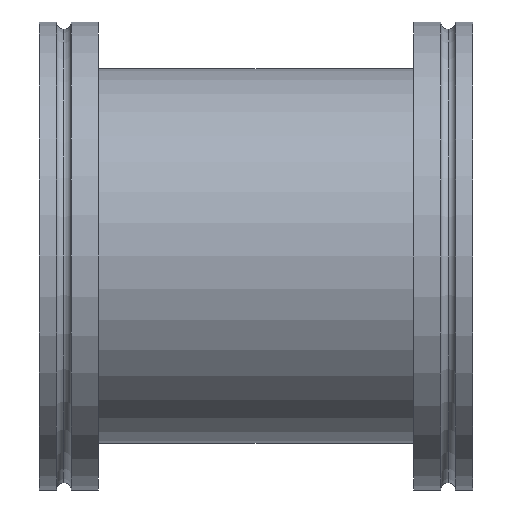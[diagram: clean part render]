
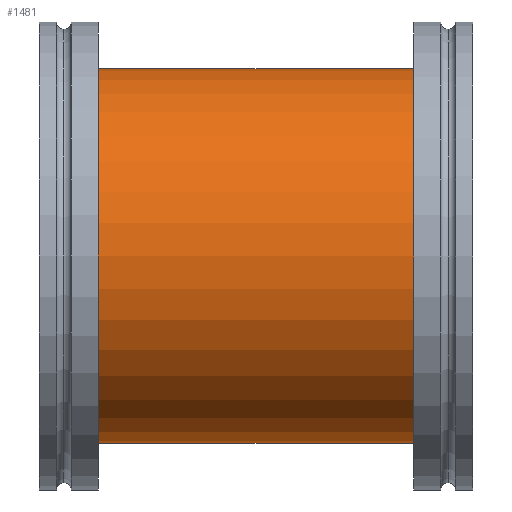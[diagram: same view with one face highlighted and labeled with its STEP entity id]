
A CAD part, front view. The second image highlights one B-rep face of the part: STEP entity #1481.
In plain terms, the highlighted cylindrical face has radius 38.05 mm (diameter 76.1 mm), a partial arc.
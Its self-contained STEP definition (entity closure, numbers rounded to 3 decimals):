
#6 = ORIENTED_EDGE ( 'NONE', *, *, #1610, .T. ) ;
#33 = DIRECTION ( 'NONE',  ( -1., 0., 0. ) ) ;
#34 = CARTESIAN_POINT ( 'NONE',  ( 76., 0., 0. ) ) ;
#43 = ORIENTED_EDGE ( 'NONE', *, *, #1519, .F. ) ;
#146 = VERTEX_POINT ( 'NONE', #324 ) ;
#271 = ORIENTED_EDGE ( 'NONE', *, *, #1590, .F. ) ;
#309 = CARTESIAN_POINT ( 'NONE',  ( 0., 0., 38.05 ) ) ;
#324 = CARTESIAN_POINT ( 'NONE',  ( 76., 0., 38.05 ) ) ;
#338 = AXIS2_PLACEMENT_3D ( 'NONE', #34, #33, #1042 ) ;
#382 = AXIS2_PLACEMENT_3D ( 'NONE', #1613, #1614, #1617 ) ;
#441 = VERTEX_POINT ( 'NONE', #446 ) ;
#446 = CARTESIAN_POINT ( 'NONE',  ( 0., 0., -38.05 ) ) ;
#460 = CARTESIAN_POINT ( 'NONE',  ( 76., 0., -38.05 ) ) ;
#486 = VERTEX_POINT ( 'NONE', #460 ) ;
#516 = AXIS2_PLACEMENT_3D ( 'NONE', #1354, #1297, #1375 ) ;
#540 = CARTESIAN_POINT ( 'NONE',  ( 85., 0., 38.05 ) ) ;
#558 = DIRECTION ( 'NONE',  ( -1., 0., 0. ) ) ;
#632 = VECTOR ( 'NONE', #558, 1000. ) ;
#686 = EDGE_LOOP ( 'NONE', ( #43, #6, #1544, #271 ) ) ;
#804 = CIRCLE ( 'NONE', #338, 38.05 ) ;
#846 = EDGE_CURVE ( 'NONE', #146, #1105, #1147, .T. ) ;
#1042 = DIRECTION ( 'NONE',  ( 0., 0., -1. ) ) ;
#1084 = VECTOR ( 'NONE', #1471, 1000. ) ;
#1087 = LINE ( 'NONE', #1469, #1084 ) ;
#1105 = VERTEX_POINT ( 'NONE', #309 ) ;
#1139 = CYLINDRICAL_SURFACE ( 'NONE', #516, 38.05 ) ;
#1147 = LINE ( 'NONE', #540, #632 ) ;
#1297 = DIRECTION ( 'NONE',  ( -1., 0., 0. ) ) ;
#1311 = CIRCLE ( 'NONE', #382, 38.05 ) ;
#1354 = CARTESIAN_POINT ( 'NONE',  ( 85., 0., 0. ) ) ;
#1375 = DIRECTION ( 'NONE',  ( 0., 0., 1. ) ) ;
#1469 = CARTESIAN_POINT ( 'NONE',  ( 85., 0., -38.05 ) ) ;
#1471 = DIRECTION ( 'NONE',  ( -1., 0., 0. ) ) ;
#1481 = ADVANCED_FACE ( 'NONE', ( #1533 ), #1139, .T. ) ;
#1519 = EDGE_CURVE ( 'NONE', #486, #441, #1087, .T. ) ;
#1533 = FACE_OUTER_BOUND ( 'NONE', #686, .T. ) ;
#1544 = ORIENTED_EDGE ( 'NONE', *, *, #846, .T. ) ;
#1590 = EDGE_CURVE ( 'NONE', #441, #1105, #1311, .T. ) ;
#1610 = EDGE_CURVE ( 'NONE', #486, #146, #804, .T. ) ;
#1613 = CARTESIAN_POINT ( 'NONE',  ( 0., 0., 0. ) ) ;
#1614 = DIRECTION ( 'NONE',  ( -1., 0., 0. ) ) ;
#1617 = DIRECTION ( 'NONE',  ( 0., 0., 1. ) ) ;
